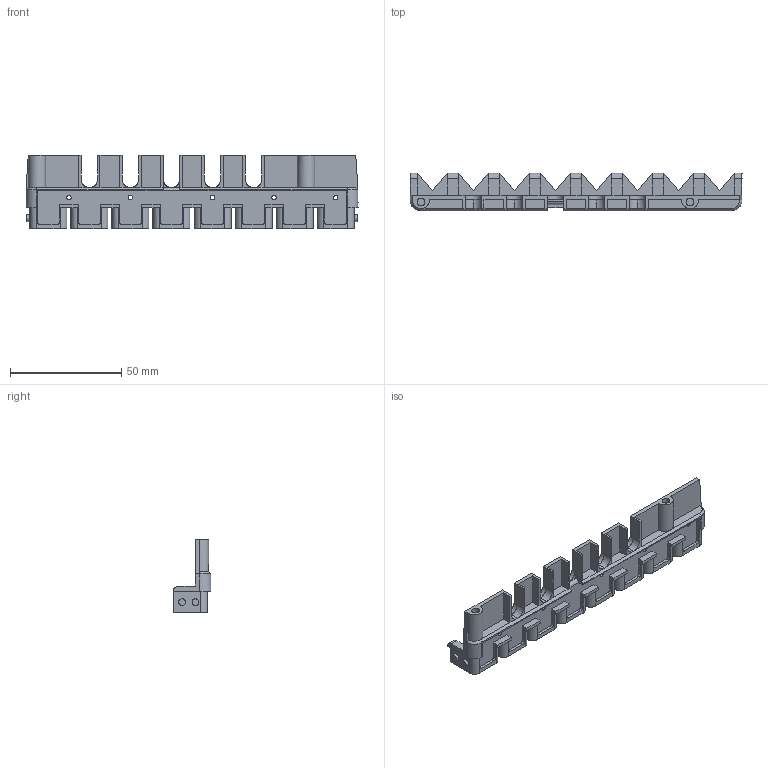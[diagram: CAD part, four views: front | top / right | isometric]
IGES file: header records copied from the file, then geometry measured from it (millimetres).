
Start section: Maximum GME point tolerance:  0.01 Minimum GME point tolerance:  0.01
Global section: file name: portabasette_8C_270603.igs; native system: I-DEAS 9 m3; preprocessor: IGES 5.3; author: NONE; organization: NONE; date: 030703.102015; units: millimetre
Bounding box: 149 x 16.9 x 33 mm (x, y, z)
Surface area: 21844 mm2 (no closed solid volume)
Topology: 0 solids, 0 shells, 368 faces, 2027 edges, 2005 vertices
Faces by surface type: bspline 368
